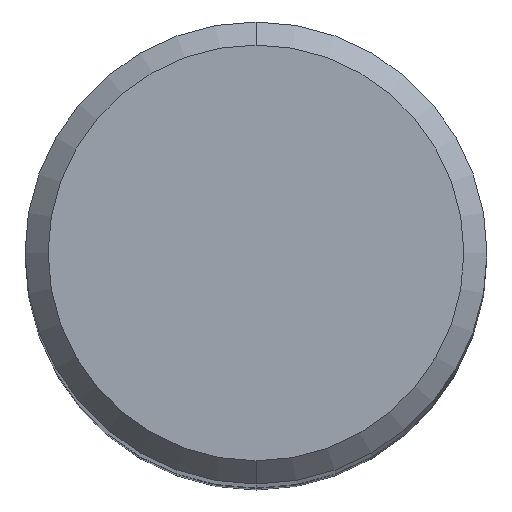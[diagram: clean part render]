
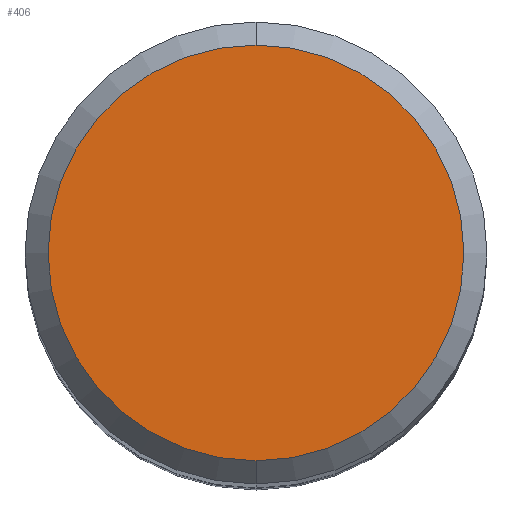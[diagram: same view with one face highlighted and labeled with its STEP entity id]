
A CAD part, top view. The second image highlights one B-rep face of the part: STEP entity #406.
In plain terms, the highlighted planar face has unit normal (0, 0, 1).
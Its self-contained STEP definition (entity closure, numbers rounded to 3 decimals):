
#192=VERTEX_POINT('',#493);
#350=VERTEX_POINT('',#669);
#366=EDGE_CURVE('',#350,#192,#689,.T.);
#406=ADVANCED_FACE('',(#735),#736,.T.);
#448=EDGE_CURVE('',#192,#350,#779,.T.);
#493=CARTESIAN_POINT('',(0.,-5.4,0.0));
#669=CARTESIAN_POINT('',(0.0,5.4,0.0));
#689=CIRCLE('',#1311,5.4);
#735=FACE_OUTER_BOUND('',#1363,.T.);
#736=PLANE('',#1364);
#779=CIRCLE('',#1448,5.4);
#1311=AXIS2_PLACEMENT_3D('',#1732,#1733,#1734);
#1363=EDGE_LOOP('',(#1795,#1796));
#1364=AXIS2_PLACEMENT_3D('',#1797,#1798,#1799);
#1448=AXIS2_PLACEMENT_3D('',#1830,#1831,#1832);
#1732=CARTESIAN_POINT('',(0.0,0.0,0.0));
#1733=DIRECTION('',(0.0,0.0,-1.0));
#1734=DIRECTION('',(0.0,1.0,0.0));
#1795=ORIENTED_EDGE('',*,*,#366,.F.);
#1796=ORIENTED_EDGE('',*,*,#448,.F.);
#1797=CARTESIAN_POINT('',(0.0,2.7,0.0));
#1798=DIRECTION('',(-0.0,0.0,1.0));
#1799=DIRECTION('',(0.0,-1.0,0.0));
#1830=CARTESIAN_POINT('',(0.0,0.0,0.0));
#1831=DIRECTION('',(0.0,0.0,-1.0));
#1832=DIRECTION('',(0.0,1.0,0.0));
